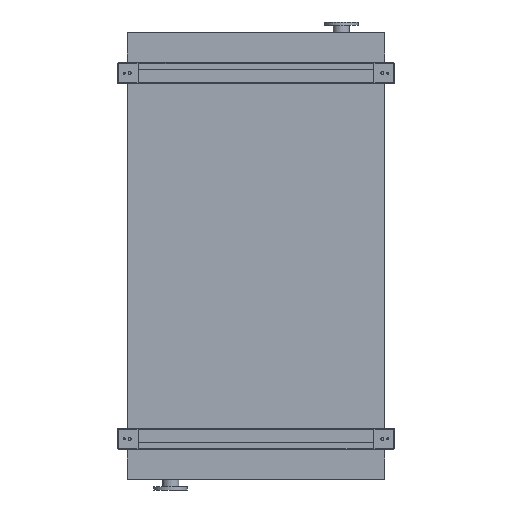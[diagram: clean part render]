
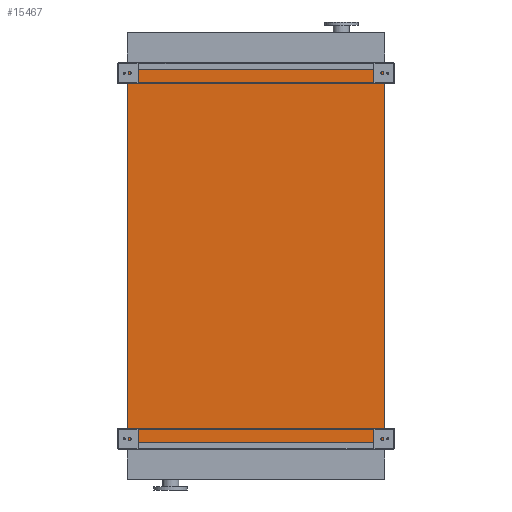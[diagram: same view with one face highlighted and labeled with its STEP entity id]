
A CAD part, front view. The second image highlights one B-rep face of the part: STEP entity #15467.
In plain terms, the highlighted planar face has unit normal (0, -1, 0).
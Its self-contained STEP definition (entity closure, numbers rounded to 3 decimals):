
#135 = LINE ( 'NONE', #3840, #14662 ) ;
#2951 = ORIENTED_EDGE ( 'NONE', *, *, #3101, .F. ) ;
#2999 = EDGE_CURVE ( 'NONE', #11493, #20699, #23045, .T. ) ;
#3101 = EDGE_CURVE ( 'NONE', #20699, #21187, #11851, .T. ) ;
#3695 = DIRECTION ( 'NONE',  ( 0., 0., 1. ) ) ;
#3840 = CARTESIAN_POINT ( 'NONE',  ( -845., 0., -2450. ) ) ;
#4294 = EDGE_CURVE ( 'NONE', #19843, #21187, #13192, .T. ) ;
#4510 = ORIENTED_EDGE ( 'NONE', *, *, #12267, .T. ) ;
#5670 = ORIENTED_EDGE ( 'NONE', *, *, #4294, .T. ) ;
#6526 = PLANE ( 'NONE',  #14646 ) ;
#6972 = CARTESIAN_POINT ( 'NONE',  ( -845., 0., 0. ) ) ;
#7245 = EDGE_LOOP ( 'NONE', ( #2951, #20779, #4510, #5670 ) ) ;
#7790 = CARTESIAN_POINT ( 'NONE',  ( -845., 0., -2450. ) ) ;
#8376 = DIRECTION ( 'NONE',  ( 0., -1., 0. ) ) ;
#8462 = VECTOR ( 'NONE', #3695, 1000. ) ;
#9960 = CARTESIAN_POINT ( 'NONE',  ( -845., 0., -2450. ) ) ;
#10391 = DIRECTION ( 'NONE',  ( 0., 0., 1. ) ) ;
#11493 = VERTEX_POINT ( 'NONE', #9960 ) ;
#11805 = CARTESIAN_POINT ( 'NONE',  ( -845., 0., -2450. ) ) ;
#11851 = LINE ( 'NONE', #6972, #16078 ) ;
#12267 = EDGE_CURVE ( 'NONE', #11493, #19843, #135, .T. ) ;
#13192 = LINE ( 'NONE', #14572, #8462 ) ;
#13729 = CARTESIAN_POINT ( 'NONE',  ( 845., 0., 0. ) ) ;
#14572 = CARTESIAN_POINT ( 'NONE',  ( 845., 0., -2450. ) ) ;
#14646 = AXIS2_PLACEMENT_3D ( 'NONE', #11805, #8376, #20901 ) ;
#14662 = VECTOR ( 'NONE', #20040, 1000. ) ;
#15467 = ADVANCED_FACE ( 'NONE', ( #21041 ), #6526, .T. ) ;
#16078 = VECTOR ( 'NONE', #21342, 1000. ) ;
#17335 = CARTESIAN_POINT ( 'NONE',  ( 845., 0., -2450. ) ) ;
#17761 = CARTESIAN_POINT ( 'NONE',  ( -845., 0., 0. ) ) ;
#18879 = VECTOR ( 'NONE', #10391, 1000. ) ;
#19843 = VERTEX_POINT ( 'NONE', #17335 ) ;
#20040 = DIRECTION ( 'NONE',  ( 1., 0., 0. ) ) ;
#20699 = VERTEX_POINT ( 'NONE', #17761 ) ;
#20779 = ORIENTED_EDGE ( 'NONE', *, *, #2999, .F. ) ;
#20901 = DIRECTION ( 'NONE',  ( 0., 0., -1. ) ) ;
#21041 = FACE_OUTER_BOUND ( 'NONE', #7245, .T. ) ;
#21187 = VERTEX_POINT ( 'NONE', #13729 ) ;
#21342 = DIRECTION ( 'NONE',  ( 1., 0., 0. ) ) ;
#23045 = LINE ( 'NONE', #7790, #18879 ) ;
